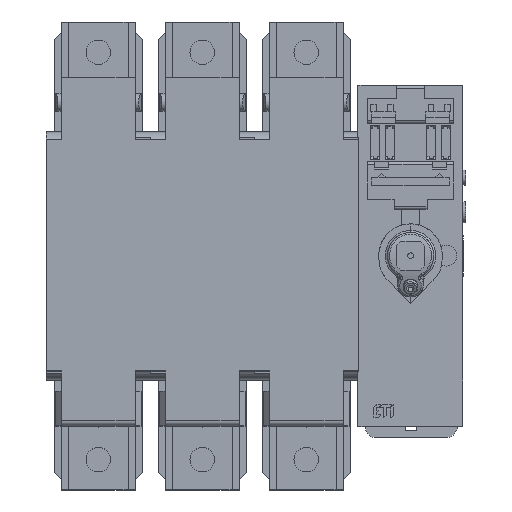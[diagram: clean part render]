
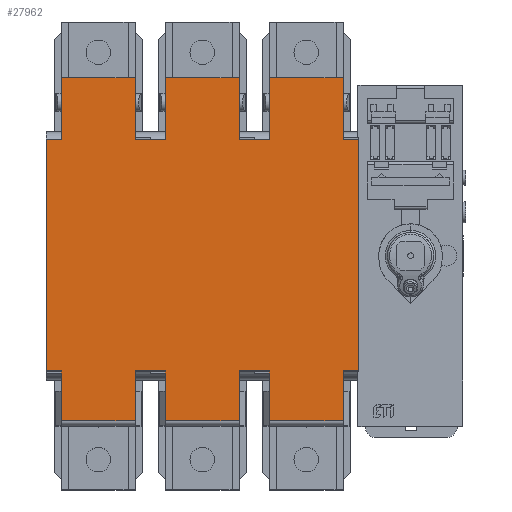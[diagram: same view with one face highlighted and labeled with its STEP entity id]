
A CAD part, top view. The second image highlights one B-rep face of the part: STEP entity #27962.
In plain terms, the highlighted planar face has unit normal (0, 0, 1).
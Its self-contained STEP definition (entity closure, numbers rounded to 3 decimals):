
#3369=DIRECTION('',(-1.,0.,0.));
#3370=VECTOR('',#3369,10.4);
#3371=CARTESIAN_POINT('',(-84.9,40.,126.8));
#3372=LINE('',#3371,#3370);
#3404=DIRECTION('',(-1.,0.,0.));
#3405=VECTOR('',#3404,25.6);
#3406=CARTESIAN_POINT('',(-95.3,61.5,126.8));
#3407=LINE('',#3406,#3405);
#3411=DIRECTION('',(-1.,0.,0.));
#3412=VECTOR('',#3411,25.6);
#3413=CARTESIAN_POINT('',(-59.3,61.5,126.8));
#3414=LINE('',#3413,#3412);
#3418=DIRECTION('',(-1.,0.,0.));
#3419=VECTOR('',#3418,25.6);
#3420=CARTESIAN_POINT('',(-23.3,61.5,126.8));
#3421=LINE('',#3420,#3419);
#3425=DIRECTION('',(1.,0.,0.));
#3426=VECTOR('',#3425,10.4);
#3427=CARTESIAN_POINT('',(-95.3,-40.,126.8));
#3428=LINE('',#3427,#3426);
#3516=DIRECTION('',(0.,1.,0.));
#3517=VECTOR('',#3516,17.25);
#3518=CARTESIAN_POINT('',(-84.9,-57.25,126.8));
#3519=LINE('',#3518,#3517);
#4318=DIRECTION('',(0.,-1.,0.));
#4319=VECTOR('',#4318,17.25);
#4320=CARTESIAN_POINT('',(-59.3,-40.,126.8));
#4321=LINE('',#4320,#4319);
#4503=DIRECTION('',(-1.,0.,0.));
#4504=VECTOR('',#4503,25.6);
#4505=CARTESIAN_POINT('',(-59.3,-57.25,126.8));
#4506=LINE('',#4505,#4504);
#5120=DIRECTION('',(0.,-1.,0.));
#5121=VECTOR('',#5120,21.5);
#5122=CARTESIAN_POINT('',(-95.3,61.5,126.8));
#5123=LINE('',#5122,#5121);
#5270=DIRECTION('',(0.,1.,0.));
#5271=VECTOR('',#5270,21.5);
#5272=CARTESIAN_POINT('',(-120.9,40.,126.8));
#5273=LINE('',#5272,#5271);
#5319=DIRECTION('',(1.,0.,0.));
#5320=VECTOR('',#5319,5.2);
#5321=CARTESIAN_POINT('',(-126.1,40.,126.8));
#5322=LINE('',#5321,#5320);
#5361=DIRECTION('',(0.,1.,0.));
#5362=VECTOR('',#5361,80.);
#5363=CARTESIAN_POINT('',(-126.1,-40.,126.8));
#5364=LINE('',#5363,#5362);
#5389=DIRECTION('',(-1.,0.,0.));
#5390=VECTOR('',#5389,5.2);
#5391=CARTESIAN_POINT('',(-120.9,-40.,126.8));
#5392=LINE('',#5391,#5390);
#5424=DIRECTION('',(0.,1.,0.));
#5425=VECTOR('',#5424,17.25);
#5426=CARTESIAN_POINT('',(-120.9,-57.25,126.8));
#5427=LINE('',#5426,#5425);
#6479=DIRECTION('',(0.,-1.,0.));
#6480=VECTOR('',#6479,17.25);
#6481=CARTESIAN_POINT('',(-95.3,-40.,126.8));
#6482=LINE('',#6481,#6480);
#6521=DIRECTION('',(-1.,0.,0.));
#6522=VECTOR('',#6521,25.6);
#6523=CARTESIAN_POINT('',(-95.3,-57.25,126.8));
#6524=LINE('',#6523,#6522);
#7884=DIRECTION('',(0.,-1.,0.));
#7885=VECTOR('',#7884,21.5);
#7886=CARTESIAN_POINT('',(-59.3,61.5,126.8));
#7887=LINE('',#7886,#7885);
#8006=DIRECTION('',(-1.,0.,0.));
#8007=VECTOR('',#8006,10.4);
#8008=CARTESIAN_POINT('',(-48.9,40.,126.8));
#8009=LINE('',#8008,#8007);
#11754=DIRECTION('',(0.,1.,0.));
#11755=VECTOR('',#11754,17.25);
#11756=CARTESIAN_POINT('',(-48.9,-57.25,126.8));
#11757=LINE('',#11756,#11755);
#12065=DIRECTION('',(1.,0.,0.));
#12066=VECTOR('',#12065,10.4);
#12067=CARTESIAN_POINT('',(-59.3,-40.,126.8));
#12068=LINE('',#12067,#12066);
#12340=DIRECTION('',(0.,-1.,0.));
#12341=VECTOR('',#12340,21.5);
#12342=CARTESIAN_POINT('',(-23.3,61.5,126.8));
#12343=LINE('',#12342,#12341);
#12469=DIRECTION('',(1.,0.,0.));
#12470=VECTOR('',#12469,5.2);
#12471=CARTESIAN_POINT('',(-23.3,40.,126.8));
#12472=LINE('',#12471,#12470);
#12497=DIRECTION('',(0.,-1.,0.));
#12498=VECTOR('',#12497,80.);
#12499=CARTESIAN_POINT('',(-18.1,40.,126.8));
#12500=LINE('',#12499,#12498);
#12785=DIRECTION('',(0.,-1.,0.));
#12786=VECTOR('',#12785,17.25);
#12787=CARTESIAN_POINT('',(-23.3,-40.,126.8));
#12788=LINE('',#12787,#12786);
#12827=DIRECTION('',(-1.,0.,0.));
#12828=VECTOR('',#12827,25.6);
#12829=CARTESIAN_POINT('',(-23.3,-57.25,126.8));
#12830=LINE('',#12829,#12828);
#12848=DIRECTION('',(-1.,0.,0.));
#12849=VECTOR('',#12848,5.2);
#12850=CARTESIAN_POINT('',(-18.1,-40.,126.8));
#12851=LINE('',#12850,#12849);
#13433=DIRECTION('',(0.,1.,0.));
#13434=VECTOR('',#13433,21.5);
#13435=CARTESIAN_POINT('',(-48.9,40.,126.8));
#13436=LINE('',#13435,#13434);
#15826=DIRECTION('',(0.,1.,0.));
#15827=VECTOR('',#15826,21.5);
#15828=CARTESIAN_POINT('',(-84.9,40.,126.8));
#15829=LINE('',#15828,#15827);
#22777=CARTESIAN_POINT('',(-23.3,61.5,126.8));
#22778=VERTEX_POINT('',#22777);
#22779=CARTESIAN_POINT('',(-23.3,40.,126.8));
#22780=VERTEX_POINT('',#22779);
#22805=CARTESIAN_POINT('',(-48.9,-57.25,126.8));
#22806=VERTEX_POINT('',#22805);
#22807=CARTESIAN_POINT('',(-48.9,-40.,126.8));
#22808=VERTEX_POINT('',#22807);
#22827=CARTESIAN_POINT('',(-48.9,61.5,126.8));
#22828=VERTEX_POINT('',#22827);
#22829=CARTESIAN_POINT('',(-48.9,40.,126.8));
#22830=VERTEX_POINT('',#22829);
#22831=CARTESIAN_POINT('',(-23.3,-57.25,126.8));
#22832=VERTEX_POINT('',#22831);
#22833=CARTESIAN_POINT('',(-23.3,-40.,126.8));
#22834=VERTEX_POINT('',#22833);
#22835=CARTESIAN_POINT('',(-18.1,-40.,126.8));
#22836=VERTEX_POINT('',#22835);
#22837=CARTESIAN_POINT('',(-18.1,40.,126.8));
#22838=VERTEX_POINT('',#22837);
#22993=CARTESIAN_POINT('',(-59.3,61.5,126.8));
#22994=VERTEX_POINT('',#22993);
#22995=CARTESIAN_POINT('',(-59.3,40.,126.8));
#22996=VERTEX_POINT('',#22995);
#23021=CARTESIAN_POINT('',(-84.9,-57.25,126.8));
#23022=VERTEX_POINT('',#23021);
#23023=CARTESIAN_POINT('',(-84.9,-40.,126.8));
#23024=VERTEX_POINT('',#23023);
#23043=CARTESIAN_POINT('',(-84.9,61.5,126.8));
#23044=VERTEX_POINT('',#23043);
#23045=CARTESIAN_POINT('',(-84.9,40.,126.8));
#23046=VERTEX_POINT('',#23045);
#23047=CARTESIAN_POINT('',(-59.3,-57.25,126.8));
#23048=VERTEX_POINT('',#23047);
#23049=CARTESIAN_POINT('',(-59.3,-40.,126.8));
#23050=VERTEX_POINT('',#23049);
#23189=CARTESIAN_POINT('',(-95.3,61.5,126.8));
#23190=VERTEX_POINT('',#23189);
#23191=CARTESIAN_POINT('',(-95.3,40.,126.8));
#23192=VERTEX_POINT('',#23191);
#23217=CARTESIAN_POINT('',(-120.9,-57.25,126.8));
#23218=VERTEX_POINT('',#23217);
#23219=CARTESIAN_POINT('',(-120.9,-40.,126.8));
#23220=VERTEX_POINT('',#23219);
#23239=CARTESIAN_POINT('',(-120.9,61.5,126.8));
#23240=VERTEX_POINT('',#23239);
#23241=CARTESIAN_POINT('',(-120.9,40.,126.8));
#23242=VERTEX_POINT('',#23241);
#23243=CARTESIAN_POINT('',(-126.1,40.,126.8));
#23244=VERTEX_POINT('',#23243);
#23245=CARTESIAN_POINT('',(-126.1,-40.,126.8));
#23246=VERTEX_POINT('',#23245);
#23247=CARTESIAN_POINT('',(-95.3,-57.25,126.8));
#23248=VERTEX_POINT('',#23247);
#23249=CARTESIAN_POINT('',(-95.3,-40.,126.8));
#23250=VERTEX_POINT('',#23249);
#27900=CARTESIAN_POINT('',(-48.9,60.25,126.8));
#27901=DIRECTION('',(0.,0.,1.));
#27902=DIRECTION('',(0.,-1.,0.));
#27903=AXIS2_PLACEMENT_3D('',#27900,#27901,#27902);
#27904=PLANE('',#27903);
#27906=ORIENTED_EDGE('',*,*,#27905,.F.);
#27908=ORIENTED_EDGE('',*,*,#27907,.T.);
#27910=ORIENTED_EDGE('',*,*,#27909,.T.);
#27912=ORIENTED_EDGE('',*,*,#27911,.T.);
#27914=ORIENTED_EDGE('',*,*,#27913,.T.);
#27916=ORIENTED_EDGE('',*,*,#27915,.T.);
#27918=ORIENTED_EDGE('',*,*,#27917,.T.);
#27920=ORIENTED_EDGE('',*,*,#27919,.T.);
#27922=ORIENTED_EDGE('',*,*,#27921,.F.);
#27924=ORIENTED_EDGE('',*,*,#27923,.T.);
#27925=ORIENTED_EDGE('',*,*,#27862,.F.);
#27927=ORIENTED_EDGE('',*,*,#27926,.T.);
#27929=ORIENTED_EDGE('',*,*,#27928,.F.);
#27931=ORIENTED_EDGE('',*,*,#27930,.T.);
#27933=ORIENTED_EDGE('',*,*,#27932,.F.);
#27935=ORIENTED_EDGE('',*,*,#27934,.T.);
#27937=ORIENTED_EDGE('',*,*,#27936,.F.);
#27939=ORIENTED_EDGE('',*,*,#27938,.T.);
#27941=ORIENTED_EDGE('',*,*,#27940,.T.);
#27943=ORIENTED_EDGE('',*,*,#27942,.T.);
#27945=ORIENTED_EDGE('',*,*,#27944,.T.);
#27947=ORIENTED_EDGE('',*,*,#27946,.T.);
#27949=ORIENTED_EDGE('',*,*,#27948,.T.);
#27951=ORIENTED_EDGE('',*,*,#27950,.T.);
#27953=ORIENTED_EDGE('',*,*,#27952,.F.);
#27955=ORIENTED_EDGE('',*,*,#27954,.T.);
#27957=ORIENTED_EDGE('',*,*,#27956,.T.);
#27959=ORIENTED_EDGE('',*,*,#27958,.T.);
#27960=EDGE_LOOP('',(#27906,#27908,#27910,#27912,#27914,#27916,#27918,#27920,
#27922,#27924,#27925,#27927,#27929,#27931,#27933,#27935,#27937,#27939,#27941,
#27943,#27945,#27947,#27949,#27951,#27953,#27955,#27957,#27959));
#27961=FACE_OUTER_BOUND('',#27960,.F.);
#27862=EDGE_CURVE('',#23046,#23192,#3372,.T.);
#27905=EDGE_CURVE('',#23250,#23024,#3428,.T.);
#27907=EDGE_CURVE('',#23250,#23248,#6482,.T.);
#27909=EDGE_CURVE('',#23248,#23218,#6524,.T.);
#27911=EDGE_CURVE('',#23218,#23220,#5427,.T.);
#27913=EDGE_CURVE('',#23220,#23246,#5392,.T.);
#27915=EDGE_CURVE('',#23246,#23244,#5364,.T.);
#27917=EDGE_CURVE('',#23244,#23242,#5322,.T.);
#27919=EDGE_CURVE('',#23242,#23240,#5273,.T.);
#27921=EDGE_CURVE('',#23190,#23240,#3407,.T.);
#27923=EDGE_CURVE('',#23190,#23192,#5123,.T.);
#27926=EDGE_CURVE('',#23046,#23044,#15829,.T.);
#27928=EDGE_CURVE('',#22994,#23044,#3414,.T.);
#27930=EDGE_CURVE('',#22994,#22996,#7887,.T.);
#27932=EDGE_CURVE('',#22830,#22996,#8009,.T.);
#27934=EDGE_CURVE('',#22830,#22828,#13436,.T.);
#27936=EDGE_CURVE('',#22778,#22828,#3421,.T.);
#27938=EDGE_CURVE('',#22778,#22780,#12343,.T.);
#27940=EDGE_CURVE('',#22780,#22838,#12472,.T.);
#27942=EDGE_CURVE('',#22838,#22836,#12500,.T.);
#27944=EDGE_CURVE('',#22836,#22834,#12851,.T.);
#27946=EDGE_CURVE('',#22834,#22832,#12788,.T.);
#27948=EDGE_CURVE('',#22832,#22806,#12830,.T.);
#27950=EDGE_CURVE('',#22806,#22808,#11757,.T.);
#27952=EDGE_CURVE('',#23050,#22808,#12068,.T.);
#27954=EDGE_CURVE('',#23050,#23048,#4321,.T.);
#27956=EDGE_CURVE('',#23048,#23022,#4506,.T.);
#27958=EDGE_CURVE('',#23022,#23024,#3519,.T.);
#27962=ADVANCED_FACE('',(#27961),#27904,.T.);
